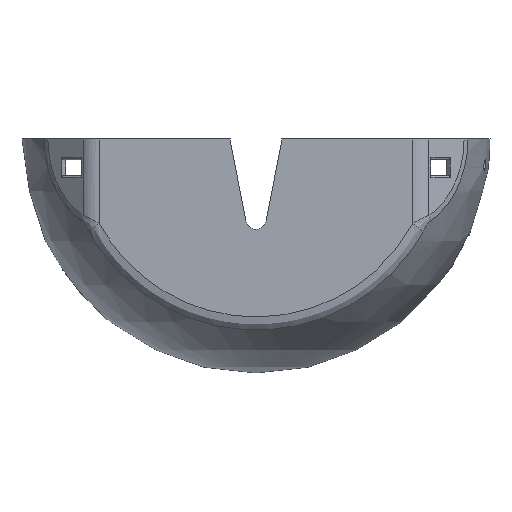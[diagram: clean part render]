
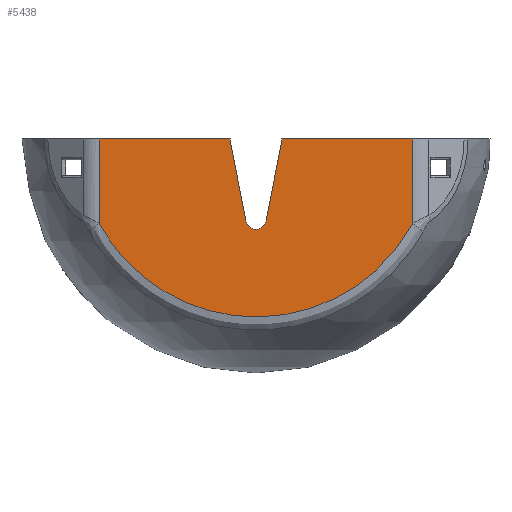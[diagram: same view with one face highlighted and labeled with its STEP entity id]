
A CAD part, left-side view. The second image highlights one B-rep face of the part: STEP entity #5438.
In plain terms, the highlighted planar face has unit normal (-1, 0, 0).
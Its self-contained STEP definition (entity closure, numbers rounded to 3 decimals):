
#2519 = VERTEX_POINT('',#2520);
#2520 = CARTESIAN_POINT('',(-27.295,30.176,0.));
#2527 = EDGE_CURVE('',#2519,#2528,#2530,.T.);
#2528 = VERTEX_POINT('',#2529);
#2529 = CARTESIAN_POINT('',(-27.295,5.,0.));
#2530 = LINE('',#2531,#2532);
#2531 = CARTESIAN_POINT('',(-27.295,-43.569,0.));
#2532 = VECTOR('',#2533,1.);
#2533 = DIRECTION('',(0.,-1.,0.));
#3421 = VERTEX_POINT('',#3422);
#3422 = CARTESIAN_POINT('',(-27.295,-5.,0.));
#3428 = EDGE_CURVE('',#3421,#3429,#3431,.T.);
#3429 = VERTEX_POINT('',#3430);
#3430 = CARTESIAN_POINT('',(-27.295,-30.176,0.));
#3431 = LINE('',#3432,#3433);
#3432 = CARTESIAN_POINT('',(-27.295,-43.569,0.));
#3433 = VECTOR('',#3434,1.);
#3434 = DIRECTION('',(0.,-1.,0.));
#5418 = EDGE_CURVE('',#2528,#5419,#5421,.T.);
#5419 = VERTEX_POINT('',#5420);
#5420 = CARTESIAN_POINT('',(-27.295,1.964,-15.749));
#5421 = LINE('',#5422,#5423);
#5422 = CARTESIAN_POINT('',(-27.295,5.,0.));
#5423 = VECTOR('',#5424,1.);
#5424 = DIRECTION('',(0.,-0.189,-0.982));
#5438 = ADVANCED_FACE('',(#5439),#5516,.T.);
#5439 = FACE_BOUND('',#5440,.F.);
#5440 = EDGE_LOOP('',(#5441,#5486,#5492,#5493,#5494,#5503,#5509,#5510));
#5441 = ORIENTED_EDGE('',*,*,#5442,.T.);
#5442 = EDGE_CURVE('',#5443,#5445,#5447,.T.);
#5443 = VERTEX_POINT('',#5444);
#5444 = CARTESIAN_POINT('',(-27.295,-30.176,-16.236));
#5445 = VERTEX_POINT('',#5446);
#5446 = CARTESIAN_POINT('',(-27.295,30.176,-16.236));
#5447 = ( BOUNDED_CURVE() B_SPLINE_CURVE(10,(#5448,#5449,#5450,#5451,
    #5452,#5453,#5454,#5455,#5456,#5457,#5458,#5459,#5460,#5461,#5462,
    #5463,#5464,#5465,#5466,#5467,#5468,#5469,#5470,#5471,#5472,#5473,
    #5474,#5475,#5476,#5477,#5478,#5479,#5480,#5481,#5482,#5483,#5484,
#5485),.UNSPECIFIED.,.F.,.F.) B_SPLINE_CURVE_WITH_KNOTS((11,9,9,9,11),(
    19.258,21.693,58.519,95.345,
97.78),.UNSPECIFIED.) CURVE() GEOMETRIC_REPRESENTATION_ITEM() 
RATIONAL_B_SPLINE_CURVE((1.,1.,1.,1.,1.,
    1.,1.,1.,1.,1.,1.,1.,1.,1.,1.,1.,1.,1.,1.,1.
    ,1.,1.,1.,1.,1.,1.,1.,1.,1.,1.,1.,1.,1.,1.,1.,1.,1.,1.)) 
REPRESENTATION_ITEM('') );
#5448 = CARTESIAN_POINT('',(-27.295,-30.176,-16.236));
#5449 = CARTESIAN_POINT('',(-27.295,-30.038,-16.47));
#5450 = CARTESIAN_POINT('',(-27.295,-29.904,-16.698));
#5451 = CARTESIAN_POINT('',(-27.295,-29.772,-16.921));
#5452 = CARTESIAN_POINT('',(-27.295,-29.64,-17.141));
#5453 = CARTESIAN_POINT('',(-27.295,-29.51,-17.357));
#5454 = CARTESIAN_POINT('',(-27.295,-29.381,-17.57));
#5455 = CARTESIAN_POINT('',(-27.295,-29.25,-17.781));
#5456 = CARTESIAN_POINT('',(-27.295,-29.12,-17.99));
#5457 = CARTESIAN_POINT('',(-27.295,-28.984,-18.206));
#5458 = CARTESIAN_POINT('',(-27.295,-27.012,-21.301));
#5459 = CARTESIAN_POINT('',(-27.295,-24.839,-23.994));
#5460 = CARTESIAN_POINT('',(-27.295,-22.37,-26.436));
#5461 = CARTESIAN_POINT('',(-27.295,-19.64,-28.594));
#5462 = CARTESIAN_POINT('',(-27.295,-16.683,-30.437));
#5463 = CARTESIAN_POINT('',(-27.295,-13.538,-31.939));
#5464 = CARTESIAN_POINT('',(-27.295,-10.25,-33.08));
#5465 = CARTESIAN_POINT('',(-27.295,-6.865,-33.844));
#5466 = CARTESIAN_POINT('',(-27.295,-3.433,-34.227));
#5467 = CARTESIAN_POINT('',(-27.295,3.432,-34.227));
#5468 = CARTESIAN_POINT('',(-27.295,6.865,-33.845));
#5469 = CARTESIAN_POINT('',(-27.295,10.249,-33.08));
#5470 = CARTESIAN_POINT('',(-27.295,13.537,-31.939));
#5471 = CARTESIAN_POINT('',(-27.295,16.682,-30.437));
#5472 = CARTESIAN_POINT('',(-27.295,19.639,-28.594));
#5473 = CARTESIAN_POINT('',(-27.295,22.369,-26.438));
#5474 = CARTESIAN_POINT('',(-27.295,24.838,-23.995));
#5475 = CARTESIAN_POINT('',(-27.295,27.012,-21.301));
#5476 = CARTESIAN_POINT('',(-27.295,28.985,-18.204));
#5477 = CARTESIAN_POINT('',(-27.295,29.119,-17.992));
#5478 = CARTESIAN_POINT('',(-27.295,29.25,-17.781));
#5479 = CARTESIAN_POINT('',(-27.295,29.38,-17.57));
#5480 = CARTESIAN_POINT('',(-27.295,29.51,-17.357));
#5481 = CARTESIAN_POINT('',(-27.295,29.641,-17.141));
#5482 = CARTESIAN_POINT('',(-27.295,29.771,-16.922));
#5483 = CARTESIAN_POINT('',(-27.295,29.904,-16.698));
#5484 = CARTESIAN_POINT('',(-27.295,30.038,-16.47));
#5485 = CARTESIAN_POINT('',(-27.295,30.176,-16.236));
#5486 = ORIENTED_EDGE('',*,*,#5487,.F.);
#5487 = EDGE_CURVE('',#2519,#5445,#5488,.T.);
#5488 = LINE('',#5489,#5490);
#5489 = CARTESIAN_POINT('',(-27.295,30.176,0.));
#5490 = VECTOR('',#5491,1.);
#5491 = DIRECTION('',(0.,0.,-1.));
#5492 = ORIENTED_EDGE('',*,*,#2527,.T.);
#5493 = ORIENTED_EDGE('',*,*,#5418,.T.);
#5494 = ORIENTED_EDGE('',*,*,#5495,.T.);
#5495 = EDGE_CURVE('',#5419,#5496,#5498,.T.);
#5496 = VERTEX_POINT('',#5497);
#5497 = CARTESIAN_POINT('',(-27.295,-1.964,-15.749));
#5498 = CIRCLE('',#5499,2.);
#5499 = AXIS2_PLACEMENT_3D('',#5500,#5501,#5502);
#5500 = CARTESIAN_POINT('',(-27.295,0.,-15.37));
#5501 = DIRECTION('',(-1.,0.,0.));
#5502 = DIRECTION('',(0.,-1.,0.));
#5503 = ORIENTED_EDGE('',*,*,#5504,.F.);
#5504 = EDGE_CURVE('',#3421,#5496,#5505,.T.);
#5505 = LINE('',#5506,#5507);
#5506 = CARTESIAN_POINT('',(-27.295,-5.,0.));
#5507 = VECTOR('',#5508,1.);
#5508 = DIRECTION('',(-0.,0.189,-0.982));
#5509 = ORIENTED_EDGE('',*,*,#3428,.T.);
#5510 = ORIENTED_EDGE('',*,*,#5511,.T.);
#5511 = EDGE_CURVE('',#3429,#5443,#5512,.T.);
#5512 = LINE('',#5513,#5514);
#5513 = CARTESIAN_POINT('',(-27.295,-30.176,0.));
#5514 = VECTOR('',#5515,1.);
#5515 = DIRECTION('',(0.,0.,-1.));
#5516 = PLANE('',#5517);
#5517 = AXIS2_PLACEMENT_3D('',#5518,#5519,#5520);
#5518 = CARTESIAN_POINT('',(-27.295,-37.595,-40.685));
#5519 = DIRECTION('',(-1.,-0.,-0.));
#5520 = DIRECTION('',(0.,0.,-1.));
